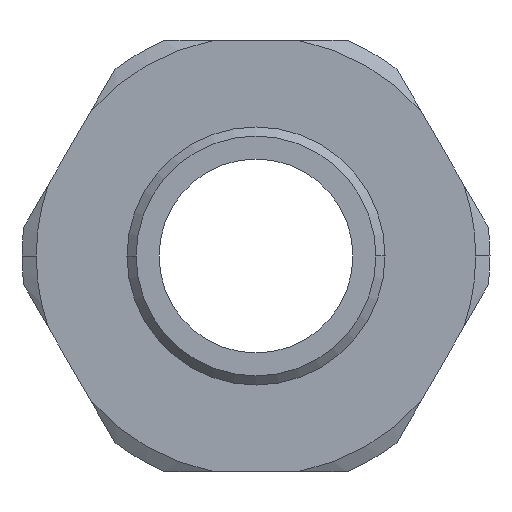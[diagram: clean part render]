
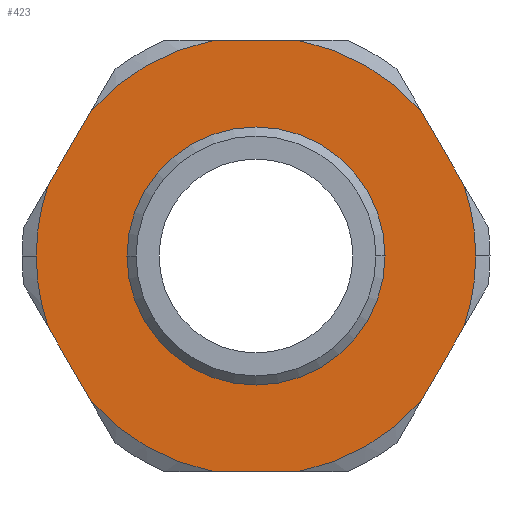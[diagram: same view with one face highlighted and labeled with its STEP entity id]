
A CAD part, left-side view. The second image highlights one B-rep face of the part: STEP entity #423.
In plain terms, the highlighted planar face has unit normal (-1, 0, 0).
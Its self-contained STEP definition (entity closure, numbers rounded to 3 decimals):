
#277 = VERTEX_POINT( '', #787 );
#283 = EDGE_CURVE( '', #555, #521, #793, .T. );
#319 = VERTEX_POINT( '', #832 );
#327 = EDGE_CURVE( '', #483, #673, #842, .T. );
#369 = VERTEX_POINT( '', #887 );
#373 = EDGE_CURVE( '', #609, #319, #891, .T. );
#377 = EDGE_CURVE( '', #761, #557, #895, .T. );
#395 = EDGE_CURVE( '', #319, #369, #914, .T. );
#423 = ADVANCED_FACE( '', ( #946, #947 ), #948, .T. );
#427 = EDGE_CURVE( '', #277, #483, #952, .T. );
#437 = VERTEX_POINT( '', #962 );
#443 = EDGE_CURVE( '', #521, #753, #968, .T. );
#451 = EDGE_CURVE( '', #753, #761, #976, .T. );
#461 = VERTEX_POINT( '', #986 );
#483 = VERTEX_POINT( '', #1008 );
#503 = EDGE_CURVE( '', #437, #277, #1029, .T. );
#505 = VERTEX_POINT( '', #1031 );
#521 = VERTEX_POINT( '', #1051 );
#555 = VERTEX_POINT( '', #1088 );
#557 = VERTEX_POINT( '', #1090 );
#567 = VERTEX_POINT( '', #1102 );
#597 = EDGE_CURVE( '', #611, #555, #1135, .T. );
#609 = VERTEX_POINT( '', #1147 );
#611 = VERTEX_POINT( '', #1149 );
#645 = EDGE_CURVE( '', #505, #461, #1191, .T. );
#657 = EDGE_CURVE( '', #567, #611, #1204, .T. );
#673 = VERTEX_POINT( '', #1222 );
#675 = EDGE_CURVE( '', #673, #567, #1224, .T. );
#701 = EDGE_CURVE( '', #369, #437, #1256, .T. );
#703 = EDGE_CURVE( '', #557, #609, #1258, .T. );
#745 = EDGE_CURVE( '', #461, #505, #1307, .T. );
#753 = VERTEX_POINT( '', #1317 );
#761 = VERTEX_POINT( '', #1325 );
#787 = CARTESIAN_POINT( '', ( 21., -26.845, -23.504 ) );
#793 = LINE( '', #1362, #1363 );
#832 = CARTESIAN_POINT( '', ( 21., 26.845, -23.504 ) );
#842 = CIRCLE( '', #1437, 35.68 );
#887 = CARTESIAN_POINT( '', ( 21., 6.933, -35. ) );
#891 = LINE( '', #1518, #1519 );
#895 = CIRCLE( '', #1525, 35.68 );
#914 = CIRCLE( '', #1578, 35.68 );
#946 = FACE_OUTER_BOUND( '', #1629, .T. );
#947 = FACE_BOUND( '', #1630, .T. );
#948 = PLANE( '', #1631 );
#952 = LINE( '', #1637, #1638 );
#962 = CARTESIAN_POINT( '', ( 21., -6.933, -35. ) );
#968 = CIRCLE( '', #1676, 35.68 );
#976 = LINE( '', #1698, #1699 );
#986 = CARTESIAN_POINT( '', ( 21., -20.955, 0. ) );
#1008 = CARTESIAN_POINT( '', ( 21., -33.777, -11.496 ) );
#1029 = CIRCLE( '', #1777, 35.68 );
#1031 = CARTESIAN_POINT( '', ( 21., 20.955, 0. ) );
#1051 = CARTESIAN_POINT( '', ( 21., 6.933, 35. ) );
#1088 = CARTESIAN_POINT( '', ( 21., -6.933, 35. ) );
#1090 = CARTESIAN_POINT( '', ( 21., 35.68, 0. ) );
#1102 = CARTESIAN_POINT( '', ( 21., -33.777, 11.496 ) );
#1135 = CIRCLE( '', #1960, 35.68 );
#1147 = CARTESIAN_POINT( '', ( 21., 33.777, -11.496 ) );
#1149 = CARTESIAN_POINT( '', ( 21., -26.845, 23.504 ) );
#1191 = CIRCLE( '', #2047, 20.955 );
#1204 = LINE( '', #2064, #2065 );
#1222 = CARTESIAN_POINT( '', ( 21., -35.68, 0. ) );
#1224 = CIRCLE( '', #2098, 35.68 );
#1256 = LINE( '', #2134, #2135 );
#1258 = CIRCLE( '', #2138, 35.68 );
#1307 = CIRCLE( '', #2235, 20.955 );
#1317 = CARTESIAN_POINT( '', ( 21., 26.845, 23.504 ) );
#1325 = CARTESIAN_POINT( '', ( 21., 33.777, 11.496 ) );
#1362 = CARTESIAN_POINT( '', ( 21., 24.262, 35. ) );
#1363 = VECTOR( '', #2267, 1. );
#1437 = AXIS2_PLACEMENT_3D( '', #2326, #2327, #2328 );
#1518 = CARTESIAN_POINT( '', ( 21., 28.799, -20.119 ) );
#1519 = VECTOR( '', #2371, 1. );
#1525 = AXIS2_PLACEMENT_3D( '', #2375, #2376, #2377 );
#1578 = AXIS2_PLACEMENT_3D( '', #2390, #2391, #2392 );
#1629 = EDGE_LOOP( '', ( #2438, #2439, #2440, #2441, #2442, #2443, #2444, #2445, #2446, #2447, #2448, #2449, #2450, #2451 ) );
#1630 = EDGE_LOOP( '', ( #2452, #2453 ) );
#1631 = AXIS2_PLACEMENT_3D( '', #2454, #2455, #2456 );
#1637 = CARTESIAN_POINT( '', ( 21., -31.823, -14.881 ) );
#1638 = VECTOR( '', #2460, 1. );
#1676 = AXIS2_PLACEMENT_3D( '', #2464, #2465, #2466 );
#1698 = CARTESIAN_POINT( '', ( 21., 38.902, 2.619 ) );
#1699 = VECTOR( '', #2471, 1. );
#1777 = AXIS2_PLACEMENT_3D( '', #2501, #2502, #2503 );
#1960 = AXIS2_PLACEMENT_3D( '', #2606, #2607, #2608 );
#2047 = AXIS2_PLACEMENT_3D( '', #2689, #2690, #2691 );
#2064 = CARTESIAN_POINT( '', ( 21., -21.719, 32.381 ) );
#2065 = VECTOR( '', #2704, 1. );
#2098 = AXIS2_PLACEMENT_3D( '', #2722, #2723, #2724 );
#2134 = CARTESIAN_POINT( '', ( 21., 4.055, -35. ) );
#2135 = VECTOR( '', #2790, 1. );
#2138 = AXIS2_PLACEMENT_3D( '', #2791, #2792, #2793 );
#2235 = AXIS2_PLACEMENT_3D( '', #2870, #2871, #2872 );
#2267 = DIRECTION( '', ( 0., 1., 0. ) );
#2326 = CARTESIAN_POINT( '', ( 21., 0., 0. ) );
#2327 = DIRECTION( '', ( -1., 0., 0. ) );
#2328 = DIRECTION( '', ( 0., 1., 0. ) );
#2371 = DIRECTION( '', ( 0., -0.5, -0.866 ) );
#2375 = CARTESIAN_POINT( '', ( 21., 0., 0. ) );
#2376 = DIRECTION( '', ( -1., 0., 0. ) );
#2377 = DIRECTION( '', ( 0., 1., 0. ) );
#2390 = CARTESIAN_POINT( '', ( 21., 0., 0. ) );
#2391 = DIRECTION( '', ( -1., 0., 0. ) );
#2392 = DIRECTION( '', ( 0., 1., 0. ) );
#2438 = ORIENTED_EDGE( '', *, *, #657, .T. );
#2439 = ORIENTED_EDGE( '', *, *, #597, .T. );
#2440 = ORIENTED_EDGE( '', *, *, #283, .T. );
#2441 = ORIENTED_EDGE( '', *, *, #443, .T. );
#2442 = ORIENTED_EDGE( '', *, *, #451, .T. );
#2443 = ORIENTED_EDGE( '', *, *, #377, .T. );
#2444 = ORIENTED_EDGE( '', *, *, #703, .T. );
#2445 = ORIENTED_EDGE( '', *, *, #373, .T. );
#2446 = ORIENTED_EDGE( '', *, *, #395, .T. );
#2447 = ORIENTED_EDGE( '', *, *, #701, .T. );
#2448 = ORIENTED_EDGE( '', *, *, #503, .T. );
#2449 = ORIENTED_EDGE( '', *, *, #427, .T. );
#2450 = ORIENTED_EDGE( '', *, *, #327, .T. );
#2451 = ORIENTED_EDGE( '', *, *, #675, .T. );
#2452 = ORIENTED_EDGE( '', *, *, #645, .F. );
#2453 = ORIENTED_EDGE( '', *, *, #745, .F. );
#2454 = CARTESIAN_POINT( '', ( 21., 28.318, 0. ) );
#2455 = DIRECTION( '', ( -1., 0., 0. ) );
#2456 = DIRECTION( '', ( 0., 1., 0. ) );
#2460 = DIRECTION( '', ( 0., -0.5, 0.866 ) );
#2464 = CARTESIAN_POINT( '', ( 21., 0., 0. ) );
#2465 = DIRECTION( '', ( -1., 0., 0. ) );
#2466 = DIRECTION( '', ( 0., 1., 0. ) );
#2471 = DIRECTION( '', ( 0., 0.5, -0.866 ) );
#2501 = CARTESIAN_POINT( '', ( 21., 0., 0. ) );
#2502 = DIRECTION( '', ( -1., 0., 0. ) );
#2503 = DIRECTION( '', ( 0., 1., 0. ) );
#2606 = CARTESIAN_POINT( '', ( 21., 0., 0. ) );
#2607 = DIRECTION( '', ( -1., 0., 0. ) );
#2608 = DIRECTION( '', ( 0., 1., 0. ) );
#2689 = CARTESIAN_POINT( '', ( 21., 0., 0. ) );
#2690 = DIRECTION( '', ( -1., 0., 0. ) );
#2691 = DIRECTION( '', ( 0., 1., 0. ) );
#2704 = DIRECTION( '', ( 0., 0.5, 0.866 ) );
#2722 = CARTESIAN_POINT( '', ( 21., 0., 0. ) );
#2723 = DIRECTION( '', ( -1., 0., 0. ) );
#2724 = DIRECTION( '', ( 0., 1., 0. ) );
#2790 = DIRECTION( '', ( 0., -1., 0. ) );
#2791 = CARTESIAN_POINT( '', ( 21., 0., 0. ) );
#2792 = DIRECTION( '', ( -1., 0., 0. ) );
#2793 = DIRECTION( '', ( 0., 1., 0. ) );
#2870 = CARTESIAN_POINT( '', ( 21., 0., 0. ) );
#2871 = DIRECTION( '', ( -1., 0., 0. ) );
#2872 = DIRECTION( '', ( 0., 1., 0. ) );
